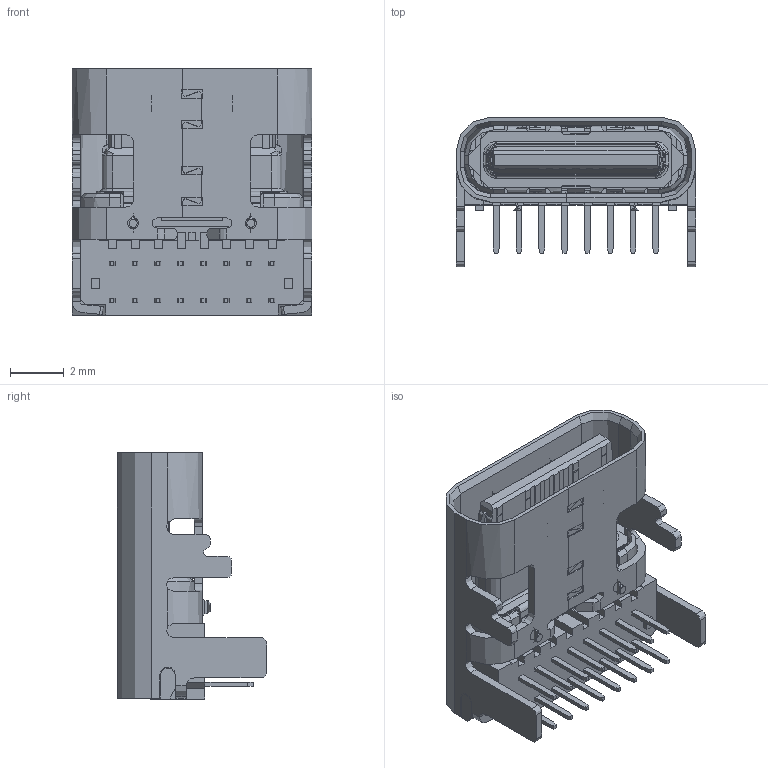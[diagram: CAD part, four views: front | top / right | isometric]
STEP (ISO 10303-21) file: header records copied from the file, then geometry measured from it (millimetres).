
FILE_DESCRIPTION (( 'STEP AP214' ), '1' );
FILE_NAME ('USB4085-GF-A.STEP', '2023-05-18T02:40:05', ( '' ), ( '' ), 'SwSTEP 2.0', 'SolidWorks 2022', '' );
FILE_SCHEMA (( 'AUTOMOTIVE_DESIGN' ));
Length unit declared in the file: millimetre
Products named in the file (4): USB4085-GF-A_PART2; USB4085-GF-A_PART3; USB4085-GF-A_PART1; USB4085-GF-A
Assembly tree (3 placements, depth 2):
  USB4085-GF-A
    USB4085-GF-A_PART3
    USB4085-GF-A_PART2
    USB4085-GF-A_PART1
Bounding box: 8.94 x 5.56 x 9.17 mm (x, y, z)
Volume: 49.1 mm3
Topology: 1 solids, 1329 shells, 2588 faces, 10422 edges, 9230 vertices
Faces by surface type: plane 2102, cylinder 352, bspline 88, torus 24, cone 22
Entity records: 148066 total; most frequent: CARTESIAN_POINT 38615, DIRECTION 15471, ORIENTED_EDGE 13632, EDGE_CURVE 10426, VERTEX_POINT 9234, LINE 8767, VECTOR 8767, AXIS2_PLACEMENT_3D 3352
